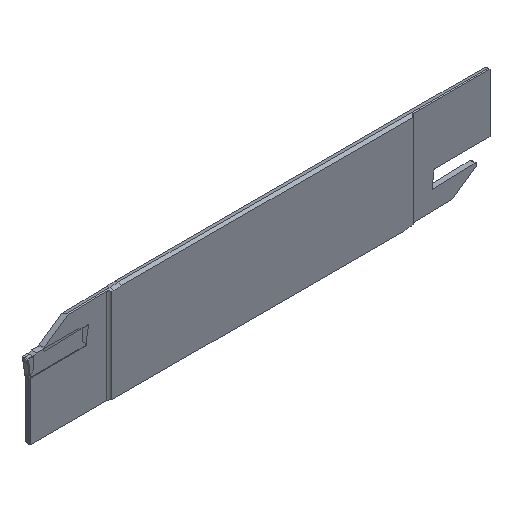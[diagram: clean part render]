
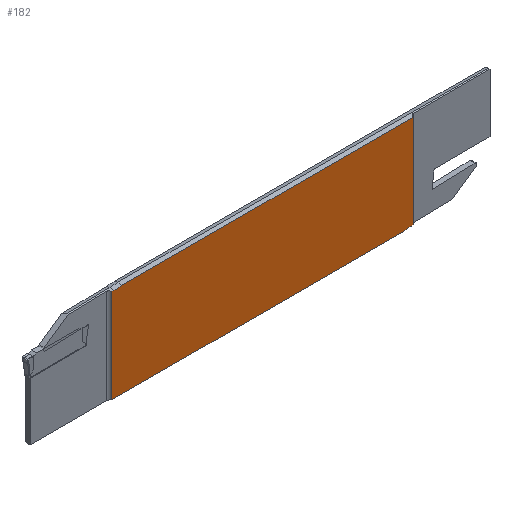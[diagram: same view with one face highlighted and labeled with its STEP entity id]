
A CAD part, isometric view. The second image highlights one B-rep face of the part: STEP entity #182.
In plain terms, the highlighted planar face has unit normal (0, -1, 0).
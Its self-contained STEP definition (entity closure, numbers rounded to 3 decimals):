
#120=CIRCLE('',#1689,25.321);
#121=CIRCLE('',#1690,25.321);
#182=ADVANCED_FACE('',(#322),#248,.F.);
#248=PLANE('',#1691);
#322=FACE_OUTER_BOUND('',#404,.T.);
#404=EDGE_LOOP('',(#726,#727,#728,#729,#730,#731,#732,#733));
#726=ORIENTED_EDGE('',*,*,#1180,.F.);
#727=ORIENTED_EDGE('',*,*,#1181,.T.);
#728=ORIENTED_EDGE('',*,*,#1182,.T.);
#729=ORIENTED_EDGE('',*,*,#1183,.F.);
#730=ORIENTED_EDGE('',*,*,#1184,.F.);
#731=ORIENTED_EDGE('',*,*,#1185,.T.);
#732=ORIENTED_EDGE('',*,*,#1186,.F.);
#733=ORIENTED_EDGE('',*,*,#1187,.F.);
#982=VERTEX_POINT('',#2519);
#983=VERTEX_POINT('',#2520);
#984=VERTEX_POINT('',#2522);
#985=VERTEX_POINT('',#2524);
#986=VERTEX_POINT('',#2526);
#987=VERTEX_POINT('',#2528);
#988=VERTEX_POINT('',#2530);
#989=VERTEX_POINT('',#2532);
#1180=EDGE_CURVE('',#982,#983,#1370,.T.);
#1181=EDGE_CURVE('',#982,#984,#1371,.T.);
#1182=EDGE_CURVE('',#984,#985,#1372,.T.);
#1183=EDGE_CURVE('',#986,#985,#120,.T.);
#1184=EDGE_CURVE('',#987,#986,#1373,.T.);
#1185=EDGE_CURVE('',#987,#988,#1374,.T.);
#1186=EDGE_CURVE('',#989,#988,#1375,.T.);
#1187=EDGE_CURVE('',#983,#989,#121,.T.);
#1370=LINE('',#2518,#1542);
#1371=LINE('',#2521,#1543);
#1372=LINE('',#2523,#1544);
#1373=LINE('',#2527,#1545);
#1374=LINE('',#2529,#1546);
#1375=LINE('',#2531,#1547);
#1542=VECTOR('',#2009,1.);
#1543=VECTOR('',#2010,1.);
#1544=VECTOR('',#2011,1.);
#1545=VECTOR('',#2014,1.);
#1546=VECTOR('',#2015,1.);
#1547=VECTOR('',#2016,1.);
#1689=AXIS2_PLACEMENT_3D('',#2525,#2012,#2013);
#1690=AXIS2_PLACEMENT_3D('',#2533,#2017,#2018);
#1691=AXIS2_PLACEMENT_3D('',#2534,#2019,#2020);
#2009=DIRECTION('',(-1.,0.,-0.026));
#2010=DIRECTION('',(0.,0.,1.));
#2011=DIRECTION('',(-1.,0.,0.));
#2012=DIRECTION('',(0.,-1.,0.));
#2013=DIRECTION('',(0.026,0.,-1.));
#2014=DIRECTION('',(1.,0.,0.026));
#2015=DIRECTION('',(0.,0.,-1.));
#2016=DIRECTION('',(-1.,0.,0.));
#2017=DIRECTION('',(0.,-1.,0.));
#2018=DIRECTION('',(-0.026,0.,1.));
#2019=DIRECTION('',(0.,1.,0.));
#2020=DIRECTION('',(0.,0.,1.));
#2518=CARTESIAN_POINT('',(151.,0.,-23.439));
#2519=CARTESIAN_POINT('',(124.2,0.,-24.14));
#2520=CARTESIAN_POINT('',(123.568,0.,-24.157));
#2521=CARTESIAN_POINT('',(124.2,0.,-225.195));
#2522=CARTESIAN_POINT('',(124.2,0.,6.357));
#2523=CARTESIAN_POINT('',(150.,0.,6.357));
#2524=CARTESIAN_POINT('',(29.02,0.,6.357));
#2525=CARTESIAN_POINT('',(25.777,0.,31.47));
#2526=CARTESIAN_POINT('',(26.432,0.,6.157));
#2527=CARTESIAN_POINT('',(-1.,0.,5.439));
#2528=CARTESIAN_POINT('',(25.8,0.,6.14));
#2529=CARTESIAN_POINT('',(25.8,0.,201.152));
#2530=CARTESIAN_POINT('',(25.8,0.,-24.357));
#2531=CARTESIAN_POINT('',(150.,0.,-24.357));
#2532=CARTESIAN_POINT('',(120.98,0.,-24.357));
#2533=CARTESIAN_POINT('',(124.223,0.,-49.47));
#2534=CARTESIAN_POINT('',(150.,0.,6.357));
